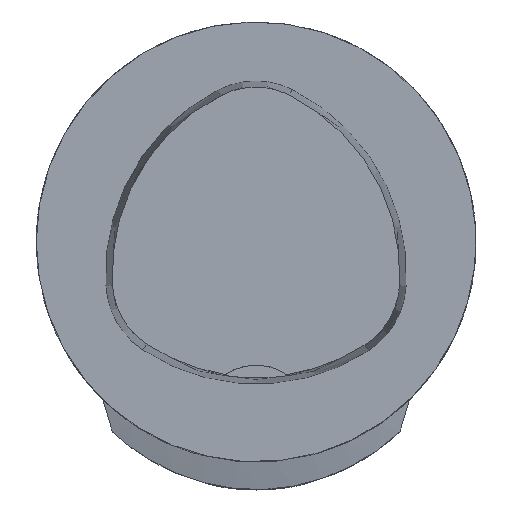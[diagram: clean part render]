
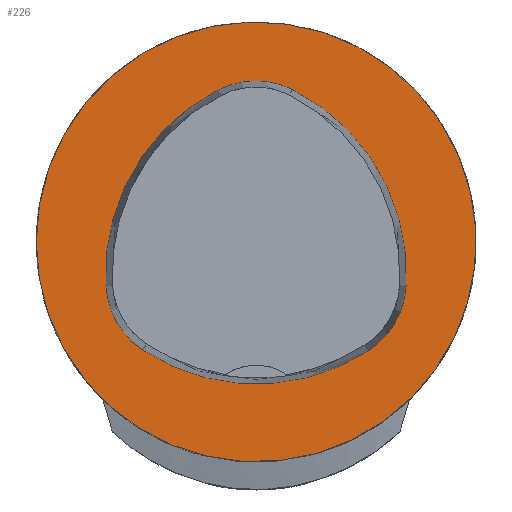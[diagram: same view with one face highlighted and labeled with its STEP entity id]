
A CAD part, top view. The second image highlights one B-rep face of the part: STEP entity #226.
In plain terms, the highlighted planar face has unit normal (0, 0, 1).
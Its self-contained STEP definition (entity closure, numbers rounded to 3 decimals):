
#226=ADVANCED_FACE('',(#446,#447),#275,.T.);
#275=PLANE('',#1309);
#446=FACE_BOUND('',#503,.T.);
#447=FACE_BOUND('',#504,.T.);
#503=EDGE_LOOP('',(#721,#722,#723,#724,#725,#726));
#504=EDGE_LOOP('',(#727));
#721=ORIENTED_EDGE('',*,*,#1062,.T.);
#722=ORIENTED_EDGE('',*,*,#1042,.T.);
#723=ORIENTED_EDGE('',*,*,#1046,.T.);
#724=ORIENTED_EDGE('',*,*,#1049,.T.);
#725=ORIENTED_EDGE('',*,*,#1052,.T.);
#726=ORIENTED_EDGE('',*,*,#1060,.T.);
#727=ORIENTED_EDGE('',*,*,#1031,.F.);
#911=VERTEX_POINT('',#1999);
#920=VERTEX_POINT('',#2027);
#921=VERTEX_POINT('',#2028);
#924=VERTEX_POINT('',#2036);
#926=VERTEX_POINT('',#2042);
#928=VERTEX_POINT('',#2048);
#935=VERTEX_POINT('',#2069);
#1031=EDGE_CURVE('',#911,#911,#1115,.T.);
#1042=EDGE_CURVE('',#920,#921,#1116,.T.);
#1046=EDGE_CURVE('',#921,#924,#1118,.T.);
#1049=EDGE_CURVE('',#924,#926,#1120,.T.);
#1052=EDGE_CURVE('',#926,#928,#1122,.T.);
#1060=EDGE_CURVE('',#928,#935,#1126,.T.);
#1062=EDGE_CURVE('',#935,#920,#1128,.T.);
#1115=CIRCLE('',#1280,16.);
#1116=CIRCLE('',#1287,15.);
#1118=CIRCLE('',#1290,6.);
#1120=CIRCLE('',#1293,15.);
#1122=CIRCLE('',#1296,6.);
#1126=CIRCLE('',#1301,15.);
#1128=CIRCLE('',#1304,6.);
#1280=AXIS2_PLACEMENT_3D('',#1998,#1520,#1521);
#1287=AXIS2_PLACEMENT_3D('',#2026,#1538,#1539);
#1290=AXIS2_PLACEMENT_3D('',#2035,#1546,#1547);
#1293=AXIS2_PLACEMENT_3D('',#2041,#1553,#1554);
#1296=AXIS2_PLACEMENT_3D('',#2047,#1560,#1561);
#1301=AXIS2_PLACEMENT_3D('',#2070,#1572,#1573);
#1304=AXIS2_PLACEMENT_3D('',#2073,#1578,#1579);
#1309=AXIS2_PLACEMENT_3D('',#2078,#1588,#1589);
#1520=DIRECTION('',(0.,0.,-1.));
#1521=DIRECTION('',(-1.,0.,0.));
#1538=DIRECTION('',(0.,0.,-1.));
#1539=DIRECTION('',(-1.,0.,0.));
#1546=DIRECTION('',(0.,0.,-1.));
#1547=DIRECTION('',(-1.,0.,0.));
#1553=DIRECTION('',(0.,0.,-1.));
#1554=DIRECTION('',(-1.,0.,0.));
#1560=DIRECTION('',(0.,0.,-1.));
#1561=DIRECTION('',(-1.,0.,0.));
#1572=DIRECTION('',(0.,0.,-1.));
#1573=DIRECTION('',(-1.,0.,0.));
#1578=DIRECTION('',(0.,0.,-1.));
#1579=DIRECTION('',(-1.,0.,0.));
#1588=DIRECTION('',(0.,0.,1.));
#1589=DIRECTION('',(1.,0.,0.));
#1998=CARTESIAN_POINT('',(0.,0.,0.));
#1999=CARTESIAN_POINT('',(-16.,0.,0.));
#2026=CARTESIAN_POINT('',(4.048,-2.316,0.));
#2027=CARTESIAN_POINT('',(-10.926,-3.206,0.));
#2028=CARTESIAN_POINT('',(-2.774,11.043,0.));
#2035=CARTESIAN_POINT('',(-0.045,5.7,0.));
#2036=CARTESIAN_POINT('',(2.638,11.066,0.));
#2041=CARTESIAN_POINT('',(-4.07,-2.35,0.));
#2042=CARTESIAN_POINT('',(10.903,-3.249,0.));
#2047=CARTESIAN_POINT('',(4.914,-2.889,0.));
#2048=CARTESIAN_POINT('',(8.177,-7.924,0.));
#2069=CARTESIAN_POINT('',(-8.24,-7.859,0.));
#2070=CARTESIAN_POINT('',(0.019,4.663,0.));
#2073=CARTESIAN_POINT('',(-4.936,-2.85,0.));
#2078=CARTESIAN_POINT('',(0.,0.,0.));
